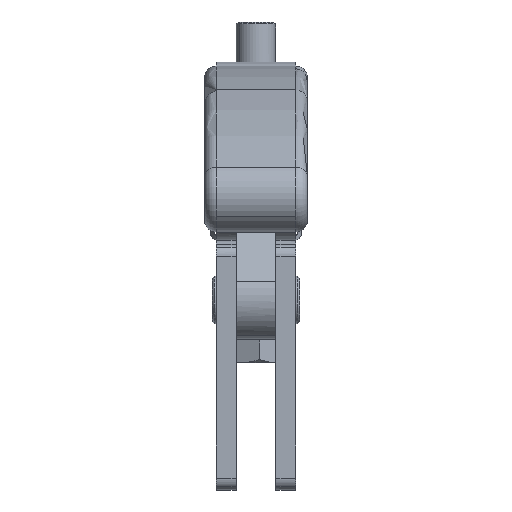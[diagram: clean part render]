
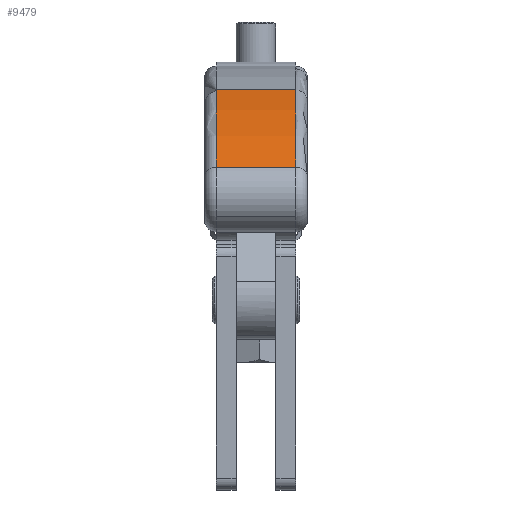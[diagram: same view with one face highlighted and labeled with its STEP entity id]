
A CAD part, left-side view. The second image highlights one B-rep face of the part: STEP entity #9479.
In plain terms, the highlighted cylindrical face has radius 133 mm (diameter 266 mm), a partial arc.
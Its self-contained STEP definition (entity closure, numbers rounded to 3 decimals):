
#9308=AXIS2_PLACEMENT_3D('Circle Axis2P3D',#9306,#9307,$) ;
#9407=AXIS2_PLACEMENT_3D('Circle Axis2P3D',#9405,#9406,$) ;
#9466=AXIS2_PLACEMENT_3D('Cylinder Axis2P3D',#9463,#9464,#9465) ;
#8664=CARTESIAN_POINT('Line Origine',(-261.815,-159.361,183.463)) ;
#8668=CARTESIAN_POINT('Vertex',(-261.815,-182.361,183.463)) ;
#8670=CARTESIAN_POINT('Vertex',(-261.815,-162.361,183.463)) ;
#9306=CARTESIAN_POINT('Axis2P3D Location',(-222.441,-182.361,56.425)) ;
#9310=CARTESIAN_POINT('Vertex',(-300.711,-182.361,163.955)) ;
#9402=CARTESIAN_POINT('Vertex',(-300.711,-162.361,163.955)) ;
#9405=CARTESIAN_POINT('Axis2P3D Location',(-222.441,-162.361,56.425)) ;
#9463=CARTESIAN_POINT('Axis2P3D Location',(-222.441,-159.361,56.425)) ;
#9468=CARTESIAN_POINT('Line Origine',(-300.711,-159.361,163.955)) ;
#8665=DIRECTION('Vector Direction',(0.,-1.,0.)) ;
#9307=DIRECTION('Axis2P3D Direction',(0.,1.,-0.)) ;
#9406=DIRECTION('Axis2P3D Direction',(0.,1.,-0.)) ;
#9464=DIRECTION('Axis2P3D Direction',(0.,-1.,0.)) ;
#9465=DIRECTION('Axis2P3D XDirection',(-0.296,0.,0.955)) ;
#9469=DIRECTION('Vector Direction',(0.,-1.,0.)) ;
#8666=VECTOR('Line Direction',#8665,1.) ;
#9470=VECTOR('Line Direction',#9469,1.) ;
#9474=ORIENTED_EDGE('',*,*,#8672,.T.) ;
#9475=ORIENTED_EDGE('',*,*,#9409,.F.) ;
#9476=ORIENTED_EDGE('',*,*,#9472,.T.) ;
#9477=ORIENTED_EDGE('',*,*,#9312,.F.) ;
#9479=ADVANCED_FACE('HORIZONTALSPANNER_TS_H_480_U_357875',(#9478),#9467,.T.) ;
#9309=CIRCLE('generated circle',#9308,133.) ;
#9408=CIRCLE('generated circle',#9407,133.) ;
#9467=CYLINDRICAL_SURFACE('generated cylinder',#9466,133.) ;
#8672=EDGE_CURVE('',#8669,#8671,#8667,.F.) ;
#9312=EDGE_CURVE('',#8669,#9311,#9309,.F.) ;
#9409=EDGE_CURVE('',#9403,#8671,#9408,.T.) ;
#9472=EDGE_CURVE('',#9403,#9311,#9471,.T.) ;
#9473=EDGE_LOOP('',(#9474,#9475,#9476,#9477)) ;
#9478=FACE_OUTER_BOUND('',#9473,.T.) ;
#8667=LINE('Line',#8664,#8666) ;
#9471=LINE('Line',#9468,#9470) ;
#8669=VERTEX_POINT('',#8668) ;
#8671=VERTEX_POINT('',#8670) ;
#9311=VERTEX_POINT('',#9310) ;
#9403=VERTEX_POINT('',#9402) ;
